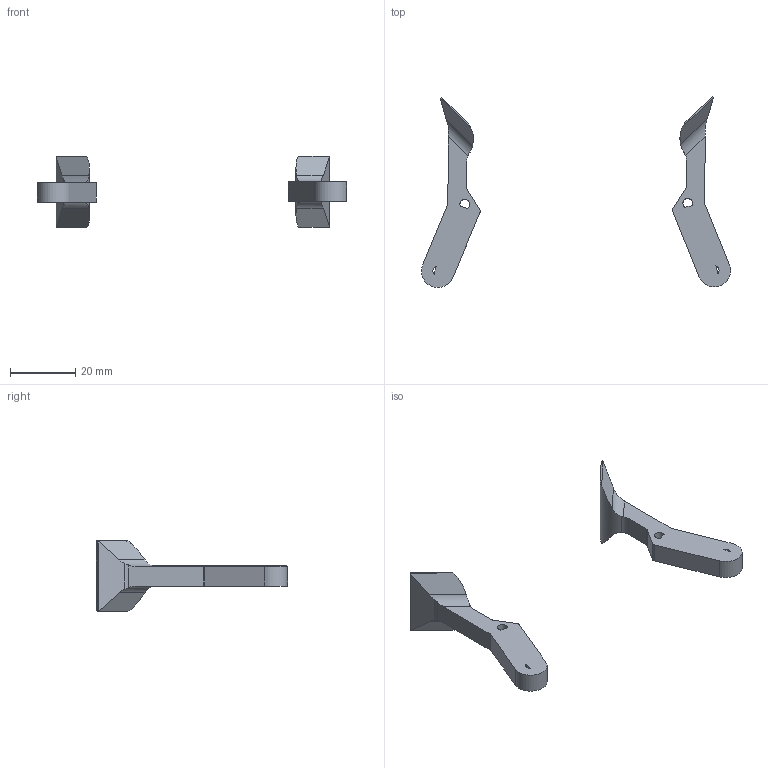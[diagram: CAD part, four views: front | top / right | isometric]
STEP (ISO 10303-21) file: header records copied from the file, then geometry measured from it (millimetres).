
FILE_DESCRIPTION(/* description */ ('','CAx-IF Rec.Pracs.---Representation and Presentation of Product Manufacturing Information (PMI)---4.0---2014-10-13'),/* implementation_level */ '2;1');
FILE_NAME(/* name */ 'Final Assembly v2.step',/* time_stamp */ '2025-02-20T20:32:21+08:00',/* author */ (''),/* organization */ (''),/* preprocessor_version */ 'ST-DEVELOPER v20',/* originating_system */ 'Autodesk Translation Framework v13.20.0.188',/* authorisation */ '');
FILE_SCHEMA (('AP242_MANAGED_MODEL_BASED_3D_ENGINEERING_MIM_LF { 1 0 10303 442 1 1 4 }'));
Length unit declared in the file: millimetre
Products named in the file (2): Final Assembly; Gripper
Assembly tree (2 placements, depth 2):
  Final Assembly
    Gripper  x2
Bounding box: 94.39 x 58.34 x 21.79 mm (x, y, z)
Volume: 6411.7 mm3; surface area: 4396.2 mm2
Topology: 2 solids, 2 shells, 54 faces, 146 edges, 96 vertices
Faces by surface type: plane 32, cylinder 22
Entity records: 936 total; most frequent: CARTESIAN_POINT 178, DIRECTION 151, ORIENTED_EDGE 146, EDGE_CURVE 73, AXIS2_PLACEMENT_3D 53, VERTEX_POINT 48, LINE 45, VECTOR 45
